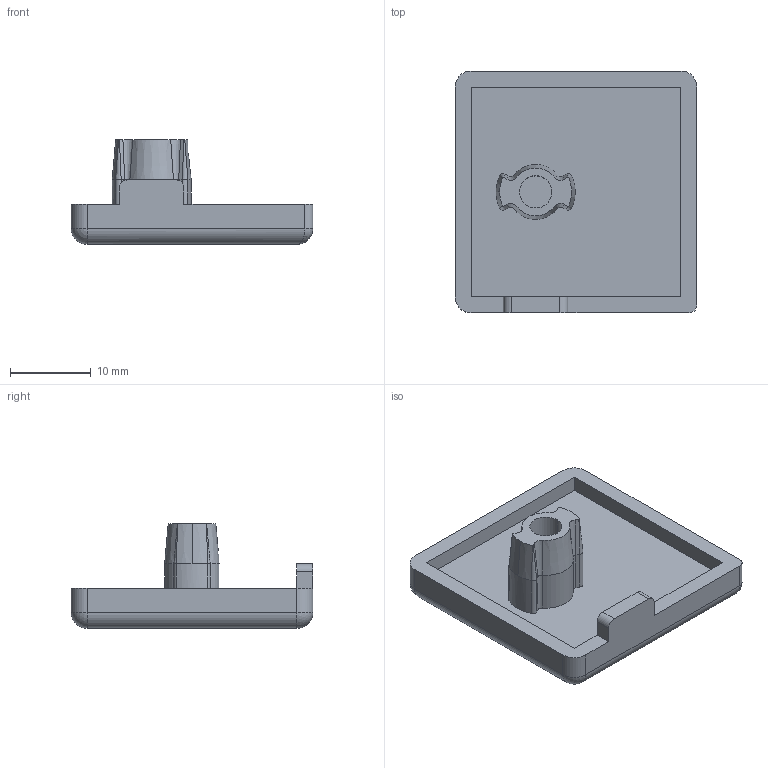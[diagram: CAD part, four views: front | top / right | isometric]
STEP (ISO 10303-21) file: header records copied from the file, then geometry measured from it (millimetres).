
FILE_DESCRIPTION (( 'STEP AP203' ), '1' );
FILE_NAME ('4.13.30.3030.STEP', '2014-06-25T03:14:53', ( 'USER' ), ( 'Microsoft' ), 'SwSTEP 2.0', 'SolidWorks 2012', '' );
FILE_SCHEMA (( 'CONFIG_CONTROL_DESIGN' ));
Length unit declared in the file: millimetre
Products named in the file (1): 4.13.30.3030
Bounding box: 30 x 30 x 13 mm (x, y, z)
Volume: 3419.7 mm3; surface area: 2937.7 mm2
Topology: 1 solids, 1 shells, 66 faces, 162 edges, 96 vertices
Faces by surface type: cylinder 25, plane 24, cone 13, sphere 3, bspline 1
Entity records: 2014 total; most frequent: CARTESIAN_POINT 368, DIRECTION 350, ORIENTED_EDGE 316, EDGE_CURVE 158, AXIS2_PLACEMENT_3D 128, VERTEX_POINT 96, LINE 94, VECTOR 94
